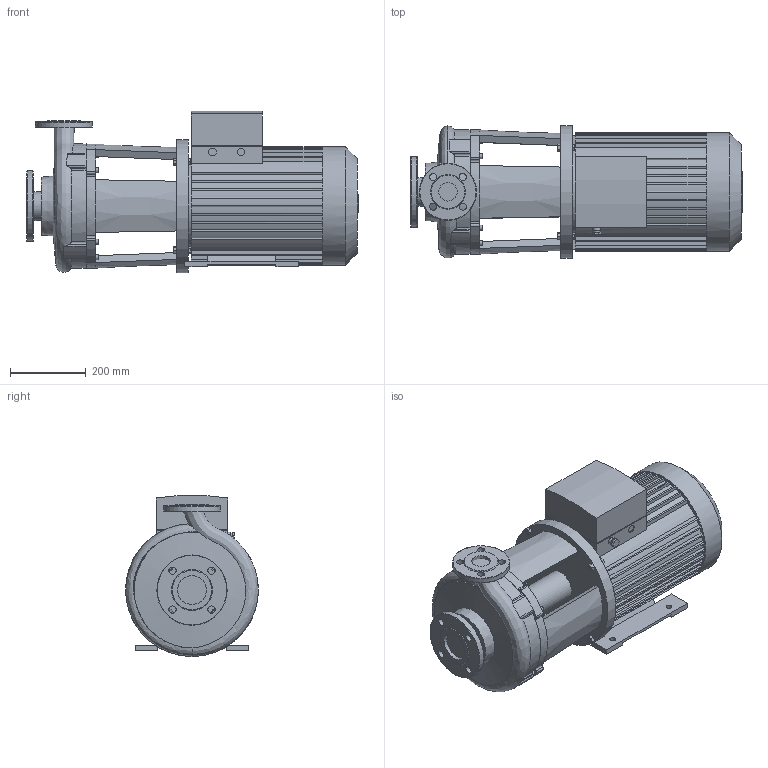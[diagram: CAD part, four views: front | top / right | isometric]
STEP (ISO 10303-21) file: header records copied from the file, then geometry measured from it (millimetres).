
FILE_DESCRIPTION(/* description */ (''),/* implementation_level */ '2;1');
FILE_NAME(/* name */ '3d_BL40_240-18_5_2-2142017.stp',/* time_stamp */ '2017-11-06T15:07:37+01:00',/* author */ ('Andrzej'),/* organization */ (''),/* preprocessor_version */ 'ST-DEVELOPER v16.13',/* originating_system */ 'AutoCAD Mechanical',/* authorisation */ '');
FILE_SCHEMA (('AUTOMOTIVE_DESIGN { 1 0 10303 214 3 1 1 }'));
Length unit declared in the file: millimetre
Products named in the file (1): Product
Bounding box: 874 x 350 x 424.17 mm (x, y, z)
Volume: 52979859.3 mm3; surface area: 2191989.6 mm2
Topology: 10 solids, 10 shells, 535 faces, 1385 edges, 898 vertices
Faces by surface type: plane 321, cylinder 162, bspline 31, cone 17, torus 4
Full cylindrical faces by diameter (mm): 10 x4, 13 x8, 15 x4, 16 x1, 19 x8, 20 x4, 48.3 x1, 76.1 x2, 80 x1, 150 x1, 185 x1, 232 x1, 312 x1, 350 x1
Entity records: 20017 total; most frequent: CARTESIAN_POINT 6967, DIRECTION 2675, ORIENTED_EDGE 2652, EDGE_CURVE 1326, AXIS2_PLACEMENT_3D 938, VERTEX_POINT 890, LINE 799, VECTOR 799
